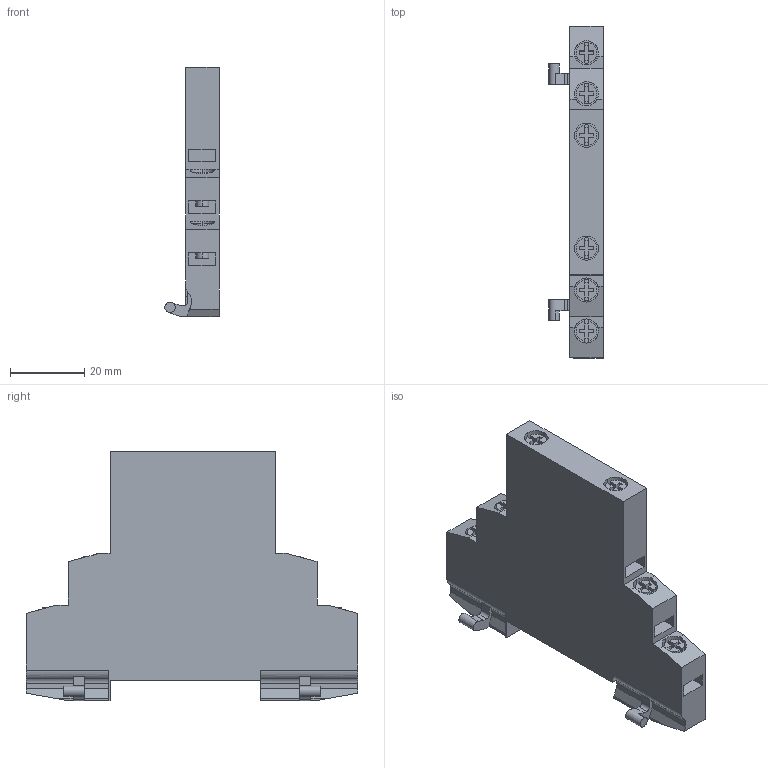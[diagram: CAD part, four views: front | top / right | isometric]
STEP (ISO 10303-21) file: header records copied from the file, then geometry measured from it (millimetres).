
FILE_DESCRIPTION( ( '' ), '1' );
FILE_NAME( 'nhi_pkz0.stp', '2010-03-05T08:02:25', ( '' ), ( '' ), ' ', ' ', ' ' );
FILE_SCHEMA( ( 'CONFIG_CONTROL_DESIGN' ) );
Length unit declared in the file: millimetre
Products named in the file (1): 1
Bounding box: 14.65 x 89.6 x 67.3 mm (x, y, z)
Volume: 35713.8 mm3; surface area: 13446.3 mm2
Topology: 1 solids, 1 shells, 238 faces, 659 edges, 439 vertices
Faces by surface type: plane 192, cylinder 46
Entity records: 7608 total; most frequent: CARTESIAN_POINT 1337, ORIENTED_EDGE 1318, DIRECTION 1266, EDGE_CURVE 659, LINE 530, VECTOR 530, VERTEX_POINT 439, AXIS2_PLACEMENT_3D 368
